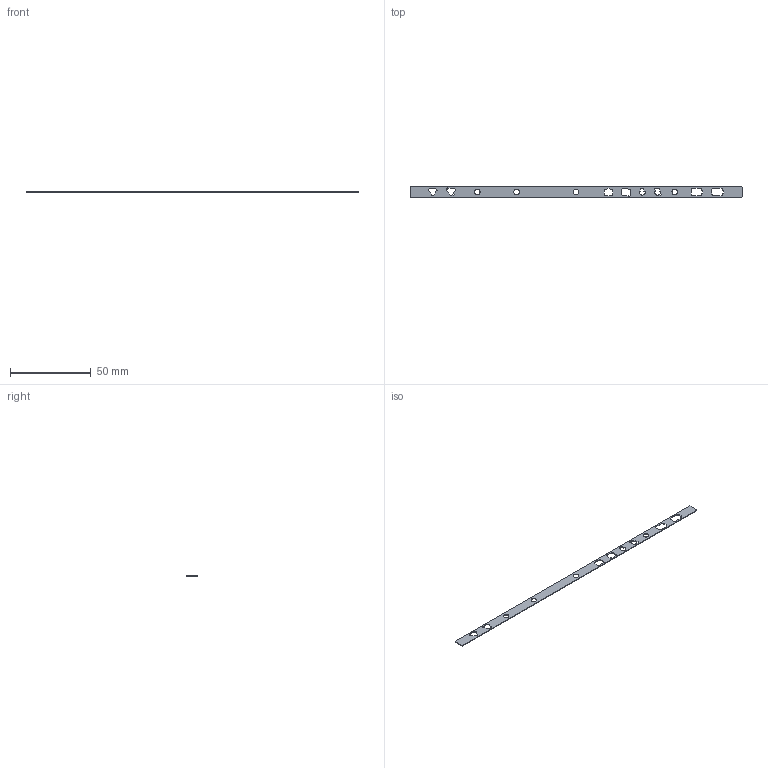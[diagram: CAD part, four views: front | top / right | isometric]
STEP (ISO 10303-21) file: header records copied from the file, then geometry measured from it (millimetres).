
FILE_DESCRIPTION(('Open CASCADE Model'),'2;1');
FILE_NAME('Open CASCADE Shape Model','2023-07-31T01:29:05',('Author'),( 'Open CASCADE'),'Open CASCADE STEP processor 7.5','Open CASCADE 7.5' ,'Unknown');
FILE_SCHEMA(('AUTOMOTIVE_DESIGN { 1 0 10303 214 1 1 1 1 }'));
Length unit declared in the file: millimetre
Products named in the file (3): PCB; Board; Open CASCADE STEP translator 7.5 1.1.1
Assembly tree (2 placements, depth 3):
  PCB
    Board
      Open CASCADE STEP translator 7.5 1.1.1
Bounding box: 205 x 6.6 x 0.41 mm (x, y, z)
Volume: 474.7 mm3; surface area: 2558.5 mm2
Topology: 1 solids, 1 shells, 164 faces, 486 edges, 324 vertices
Faces by surface type: cylinder 89, plane 75
Full cylindrical faces by diameter (mm): 3.5 x4
Entity records: 5653 total; most frequent: DIRECTION 998, CARTESIAN_POINT 977, ORIENTED_EDGE 972, EDGE_CURVE 486, AXIS2_PLACEMENT_3D 345, VERTEX_POINT 324, LINE 308, VECTOR 308
